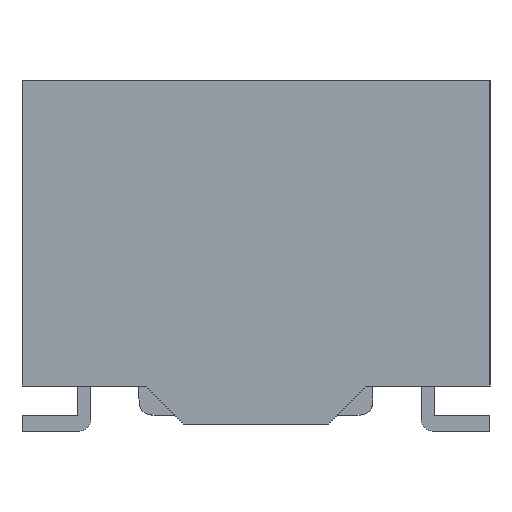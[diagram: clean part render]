
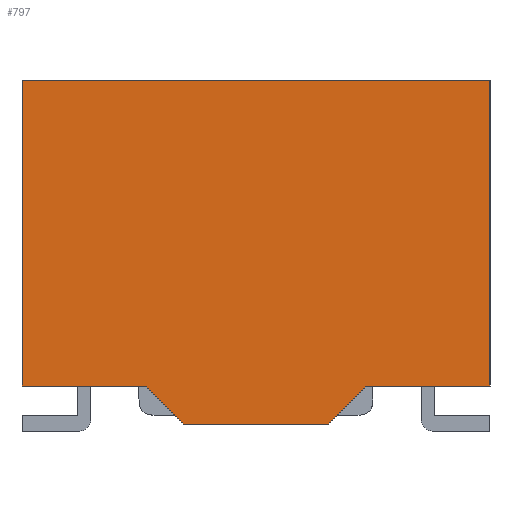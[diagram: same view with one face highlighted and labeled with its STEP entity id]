
A CAD part, left-side view. The second image highlights one B-rep face of the part: STEP entity #797.
In plain terms, the highlighted planar face has unit normal (-1, 0, 0).
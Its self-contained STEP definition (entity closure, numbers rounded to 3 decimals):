
#542=CARTESIAN_POINT('',(-1.5,1.1,0.1));
#543=VERTEX_POINT('',#542);
#550=CARTESIAN_POINT('',(-1.5,1.7,0.7));
#551=VERTEX_POINT('',#550);
#552=CARTESIAN_POINT('',(-1.5,1.7,0.7));
#553=DIRECTION('',(0.,-0.707,-0.707));
#554=VECTOR('',#553,0.849);
#555=LINE('',#552,#554);
#556=EDGE_CURVE('',#551,#543,#555,.T.);
#597=CARTESIAN_POINT('',(-1.5,-1.1,0.1));
#598=VERTEX_POINT('',#597);
#605=CARTESIAN_POINT('',(-1.5,1.1,0.1));
#606=DIRECTION('',(0.,-1.,-0.));
#607=VECTOR('',#606,2.2);
#608=LINE('',#605,#607);
#609=EDGE_CURVE('',#543,#598,#608,.T.);
#639=CARTESIAN_POINT('',(-1.5,-3.6,5.4));
#640=VERTEX_POINT('',#639);
#647=CARTESIAN_POINT('',(-1.5,-3.6,0.7));
#648=VERTEX_POINT('',#647);
#649=CARTESIAN_POINT('',(-1.5,-3.6,0.7));
#650=DIRECTION('',(0.,0.,1.));
#651=VECTOR('',#650,4.7);
#652=LINE('',#649,#651);
#653=EDGE_CURVE('',#648,#640,#652,.T.);
#694=CARTESIAN_POINT('',(-1.5,-1.7,0.7));
#695=VERTEX_POINT('',#694);
#702=CARTESIAN_POINT('',(-1.5,-1.1,0.1));
#703=DIRECTION('',(0.,-0.707,0.707));
#704=VECTOR('',#703,0.849);
#705=LINE('',#702,#704);
#706=EDGE_CURVE('',#598,#695,#705,.T.);
#736=CARTESIAN_POINT('',(-1.5,-1.7,0.7));
#737=DIRECTION('',(0.,-1.,0.));
#738=VECTOR('',#737,1.9);
#739=LINE('',#736,#738);
#740=EDGE_CURVE('',#695,#648,#739,.T.);
#753=CARTESIAN_POINT('',(-1.5,3.6,0.7));
#754=VERTEX_POINT('',#753);
#755=CARTESIAN_POINT('',(-1.5,3.6,0.7));
#756=DIRECTION('',(0.,-1.,0.));
#757=VECTOR('',#756,1.9);
#758=LINE('',#755,#757);
#759=EDGE_CURVE('',#754,#551,#758,.T.);
#770=CARTESIAN_POINT('',(-1.5,3.6,0.));
#771=DIRECTION('',(-1.,0.,0.));
#772=DIRECTION('',(0.,-1.,0.));
#773=AXIS2_PLACEMENT_3D('',#770,#771,#772);
#774=PLANE('',#773);
#775=ORIENTED_EDGE('',*,*,#759,.T.);
#776=ORIENTED_EDGE('',*,*,#556,.T.);
#777=ORIENTED_EDGE('',*,*,#609,.T.);
#778=ORIENTED_EDGE('',*,*,#706,.T.);
#779=ORIENTED_EDGE('',*,*,#740,.T.);
#780=ORIENTED_EDGE('',*,*,#653,.T.);
#781=CARTESIAN_POINT('',(-1.5,3.6,5.4));
#782=VERTEX_POINT('',#781);
#783=CARTESIAN_POINT('',(-1.5,3.6,5.4));
#784=DIRECTION('',(0.,-1.,0.));
#785=VECTOR('',#784,7.2);
#786=LINE('',#783,#785);
#787=EDGE_CURVE('',#782,#640,#786,.T.);
#788=ORIENTED_EDGE('',*,*,#787,.F.);
#789=CARTESIAN_POINT('',(-1.5,3.6,0.7));
#790=DIRECTION('',(0.,0.,1.));
#791=VECTOR('',#790,4.7);
#792=LINE('',#789,#791);
#793=EDGE_CURVE('',#754,#782,#792,.T.);
#794=ORIENTED_EDGE('',*,*,#793,.F.);
#795=EDGE_LOOP('',(#775,#776,#777,#778,#779,#780,#788,#794));
#796=FACE_BOUND('',#795,.T.);
#797=ADVANCED_FACE('',(#796),#774,.T.);
